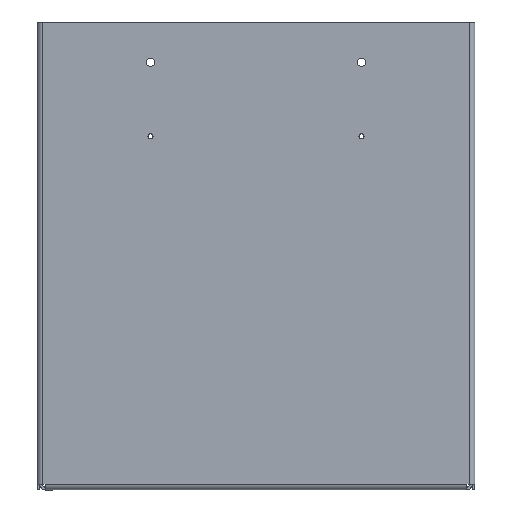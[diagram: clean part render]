
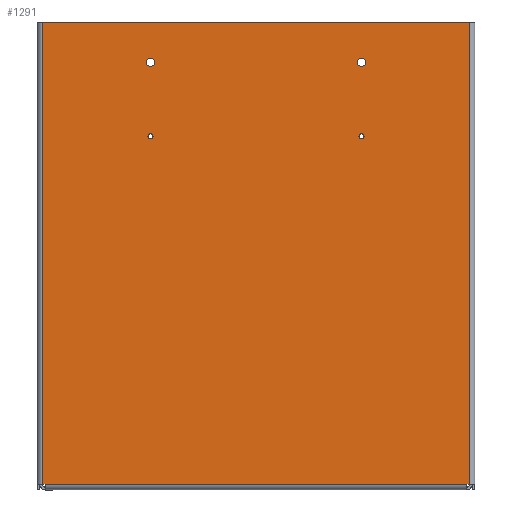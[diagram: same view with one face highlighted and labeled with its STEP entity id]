
A CAD part, top view. The second image highlights one B-rep face of the part: STEP entity #1291.
In plain terms, the highlighted planar face has unit normal (0, 0, 1).
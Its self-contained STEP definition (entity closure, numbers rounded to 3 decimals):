
#55=PLANE('',#1438);
#93=LINE('',#2039,#183);
#102=LINE('',#2059,#192);
#109=LINE('',#2077,#199);
#119=LINE('',#2104,#209);
#134=LINE('',#2138,#224);
#145=LINE('',#2160,#235);
#183=VECTOR('',#1686,250.75);
#192=VECTOR('',#1711,1.687);
#199=VECTOR('',#1728,275.);
#209=VECTOR('',#1754,1.688);
#224=VECTOR('',#1791,275.);
#235=VECTOR('',#1816,254.125);
#313=FACE_BOUND('',#527,.T.);
#314=FACE_BOUND('',#528,.T.);
#315=FACE_BOUND('',#529,.T.);
#316=FACE_BOUND('',#530,.T.);
#317=FACE_BOUND('',#531,.T.);
#527=EDGE_LOOP('',(#1172));
#528=EDGE_LOOP('',(#1173));
#529=EDGE_LOOP('',(#1174));
#530=EDGE_LOOP('',(#1175));
#531=EDGE_LOOP('',(#1176,#1177,#1178,#1179,#1180,#1181));
#557=CIRCLE('',#1333,2.5);
#559=CIRCLE('',#1336,1.5);
#561=CIRCLE('',#1339,1.5);
#563=CIRCLE('',#1342,2.5);
#625=VERTEX_POINT('',#1883);
#627=VERTEX_POINT('',#1888);
#629=VERTEX_POINT('',#1893);
#631=VERTEX_POINT('',#1898);
#675=VERTEX_POINT('',#2031);
#677=VERTEX_POINT('',#2037);
#680=VERTEX_POINT('',#2058);
#686=VERTEX_POINT('',#2076);
#693=VERTEX_POINT('',#2093);
#703=VERTEX_POINT('',#2136);
#733=EDGE_CURVE('',#625,#625,#557,.T.);
#735=EDGE_CURVE('',#627,#627,#559,.T.);
#737=EDGE_CURVE('',#629,#629,#561,.T.);
#739=EDGE_CURVE('',#631,#631,#563,.T.);
#804=EDGE_CURVE('',#675,#677,#93,.T.);
#814=EDGE_CURVE('',#680,#675,#102,.T.);
#823=EDGE_CURVE('',#686,#680,#109,.T.);
#837=EDGE_CURVE('',#677,#693,#119,.T.);
#854=EDGE_CURVE('',#693,#703,#134,.T.);
#865=EDGE_CURVE('',#686,#703,#145,.T.);
#1172=ORIENTED_EDGE('',*,*,#733,.T.);
#1173=ORIENTED_EDGE('',*,*,#735,.T.);
#1174=ORIENTED_EDGE('',*,*,#737,.T.);
#1175=ORIENTED_EDGE('',*,*,#739,.T.);
#1176=ORIENTED_EDGE('',*,*,#814,.T.);
#1177=ORIENTED_EDGE('',*,*,#804,.T.);
#1178=ORIENTED_EDGE('',*,*,#837,.T.);
#1179=ORIENTED_EDGE('',*,*,#854,.T.);
#1180=ORIENTED_EDGE('',*,*,#865,.F.);
#1181=ORIENTED_EDGE('',*,*,#823,.T.);
#1291=ADVANCED_FACE('',(#313,#314,#315,#316,#317),#55,.T.);
#1333=AXIS2_PLACEMENT_3D('',#1884,#1517,#1518);
#1336=AXIS2_PLACEMENT_3D('',#1889,#1523,#1524);
#1339=AXIS2_PLACEMENT_3D('',#1894,#1529,#1530);
#1342=AXIS2_PLACEMENT_3D('',#1899,#1535,#1536);
#1438=AXIS2_PLACEMENT_3D('',#2161,#1817,#1818);
#1517=DIRECTION('center_axis',(0.,0.,-1.));
#1518=DIRECTION('ref_axis',(-1.,0.,0.));
#1523=DIRECTION('center_axis',(0.,0.,-1.));
#1524=DIRECTION('ref_axis',(-1.,0.,0.));
#1529=DIRECTION('center_axis',(0.,0.,-1.));
#1530=DIRECTION('ref_axis',(-1.,0.,0.));
#1535=DIRECTION('center_axis',(0.,0.,-1.));
#1536=DIRECTION('ref_axis',(-1.,0.,0.));
#1686=DIRECTION('',(1.,0.,0.));
#1711=DIRECTION('',(1.,0.,0.));
#1728=DIRECTION('',(0.,-1.,0.));
#1754=DIRECTION('',(1.,0.,0.));
#1791=DIRECTION('',(0.,1.,0.));
#1816=DIRECTION('',(1.,0.,0.));
#1817=DIRECTION('center_axis',(0.,0.,1.));
#1818=DIRECTION('ref_axis',(1.,0.,0.));
#1883=CARTESIAN_POINT('',(-60.25,115.088,1.588));
#1884=CARTESIAN_POINT('Origin',(-62.75,115.088,1.588));
#1888=CARTESIAN_POINT('',(-61.25,71.088,1.588));
#1889=CARTESIAN_POINT('Origin',(-62.75,71.088,1.588));
#1893=CARTESIAN_POINT('',(64.25,71.088,1.588));
#1894=CARTESIAN_POINT('Origin',(62.75,71.088,1.588));
#1898=CARTESIAN_POINT('',(65.25,115.088,1.588));
#1899=CARTESIAN_POINT('Origin',(62.75,115.088,1.588));
#2031=CARTESIAN_POINT('',(-125.375,-135.913,1.588));
#2037=CARTESIAN_POINT('',(125.375,-135.913,1.588));
#2039=CARTESIAN_POINT('',(-63.531,-135.913,1.588));
#2058=CARTESIAN_POINT('',(-127.063,-135.913,1.588));
#2059=CARTESIAN_POINT('',(-63.531,-135.913,1.588));
#2076=CARTESIAN_POINT('',(-127.063,139.088,1.588));
#2077=CARTESIAN_POINT('',(-127.063,69.544,1.588));
#2093=CARTESIAN_POINT('',(127.063,-135.913,1.588));
#2104=CARTESIAN_POINT('',(-63.531,-135.913,1.588));
#2136=CARTESIAN_POINT('',(127.063,139.088,1.588));
#2138=CARTESIAN_POINT('',(127.063,-69.544,1.588));
#2160=CARTESIAN_POINT('',(-128.65,139.088,1.588));
#2161=CARTESIAN_POINT('Origin',(0.,0.,
1.588));
